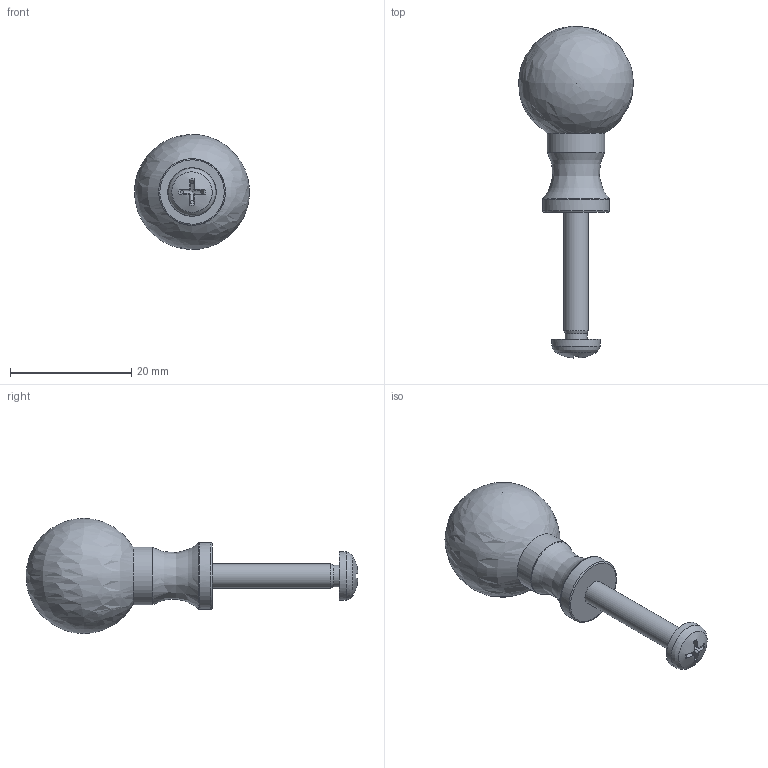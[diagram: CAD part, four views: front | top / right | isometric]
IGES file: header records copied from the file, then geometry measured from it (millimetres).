
Global section: file name: P786-A; native system: Autodesk Inventor 2018; preprocessor: unknown; author: ashami; date: 20180814.143537; units: millimetre
Bounding box: 18.97 x 54.77 x 18.98 mm (x, y, z)
Volume: 4816.7 mm3; surface area: 2462.3 mm2
Topology: 2 solids, 2 shells, 41 faces, 120 edges, 83 vertices
Faces by surface type: bspline 41
